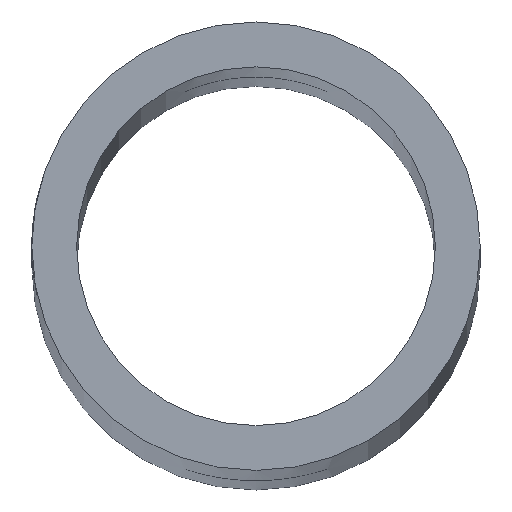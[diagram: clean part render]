
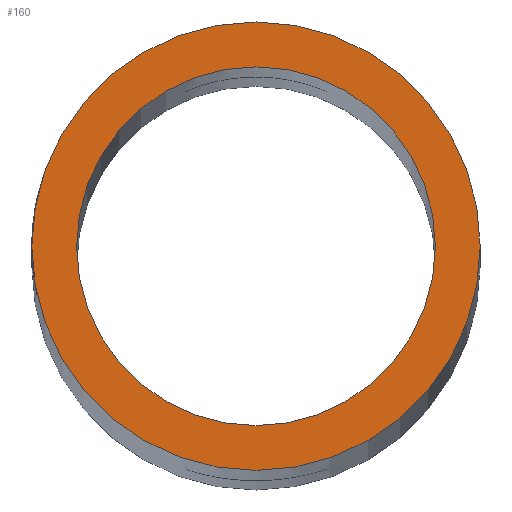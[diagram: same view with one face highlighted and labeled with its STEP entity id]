
A CAD part, top view. The second image highlights one B-rep face of the part: STEP entity #160.
In plain terms, the highlighted planar face has unit normal (0, 0, 1).
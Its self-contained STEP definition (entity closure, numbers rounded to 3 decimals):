
#48=FACE_BOUND('',#68,.T.);
#55=FACE_OUTER_BOUND('',#67,.T.);
#67=EDGE_LOOP('',(#150));
#68=EDGE_LOOP('',(#151));
#71=CIRCLE('',#182,4.);
#72=CIRCLE('',#184,5.);
#87=VERTEX_POINT('',#424);
#88=VERTEX_POINT('',#428);
#105=EDGE_CURVE('',#87,#87,#71,.T.);
#107=EDGE_CURVE('',#88,#88,#72,.T.);
#150=ORIENTED_EDGE('',*,*,#107,.T.);
#151=ORIENTED_EDGE('',*,*,#105,.T.);
#153=PLANE('',#185);
#160=ADVANCED_FACE('',(#55,#48),#153,.T.);
#182=AXIS2_PLACEMENT_3D('',#425,#205,#206);
#184=AXIS2_PLACEMENT_3D('',#429,#210,#211);
#185=AXIS2_PLACEMENT_3D('',#432,#214,#215);
#205=DIRECTION('center_axis',(0.,0.,-1.));
#206=DIRECTION('ref_axis',(1.,0.,0.));
#210=DIRECTION('center_axis',(0.,0.,1.));
#211=DIRECTION('ref_axis',(1.,0.,0.));
#214=DIRECTION('center_axis',(0.,0.,1.));
#215=DIRECTION('ref_axis',(1.,0.,0.));
#424=CARTESIAN_POINT('',(-4.,0.,30.7));
#425=CARTESIAN_POINT('Origin',(0.,0.,30.7));
#428=CARTESIAN_POINT('',(-5.,0.,30.7));
#429=CARTESIAN_POINT('Origin',(0.,0.,30.7));
#432=CARTESIAN_POINT('Origin',(0.,0.,30.7));
